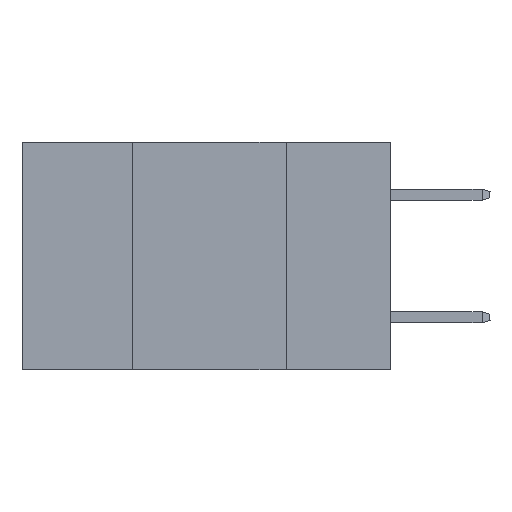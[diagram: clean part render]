
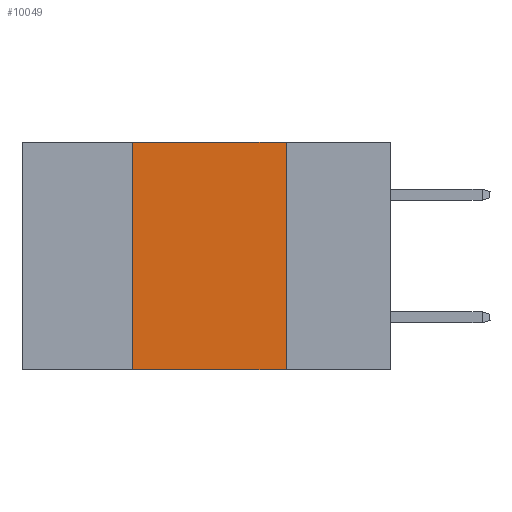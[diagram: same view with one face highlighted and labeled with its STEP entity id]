
A CAD part, left-side view. The second image highlights one B-rep face of the part: STEP entity #10049.
In plain terms, the highlighted planar face has unit normal (-1, 0, 0).
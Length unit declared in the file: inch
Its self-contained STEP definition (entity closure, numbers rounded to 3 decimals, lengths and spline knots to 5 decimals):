
#386 = VECTOR ( 'NONE', #575, 39.37008 ) ;
#575 = DIRECTION ( 'NONE',  ( 0., -1., 0. ) ) ;
#817 = DIRECTION ( 'NONE',  ( 0., 0., 1. ) ) ;
#2143 = CARTESIAN_POINT ( 'NONE',  ( 0., 0.17, -0.37 ) ) ;
#2616 = EDGE_CURVE ( 'NONE', #8793, #13879, #3977, .T. ) ;
#3441 = VECTOR ( 'NONE', #817, 39.37008 ) ;
#3498 = VECTOR ( 'NONE', #14997, 39.37008 ) ;
#3590 = CARTESIAN_POINT ( 'NONE',  ( 0., 0.17, 0. ) ) ;
#3977 = LINE ( 'NONE', #15133, #3498 ) ;
#4809 = VECTOR ( 'NONE', #19241, 39.37008 ) ;
#5202 = CARTESIAN_POINT ( 'NONE',  ( 0., 0.42, 0. ) ) ;
#6620 = AXIS2_PLACEMENT_3D ( 'NONE', #15808, #17196, #11338 ) ;
#7554 = VERTEX_POINT ( 'NONE', #11993 ) ;
#7966 = FACE_OUTER_BOUND ( 'NONE', #12610, .T. ) ;
#8793 = VERTEX_POINT ( 'NONE', #17815 ) ;
#10049 = ADVANCED_FACE ( 'NONE', ( #7966 ), #18413, .F. ) ;
#10096 = CARTESIAN_POINT ( 'NONE',  ( 0., 0.42, 0. ) ) ;
#11043 = LINE ( 'NONE', #13221, #386 ) ;
#11061 = ORIENTED_EDGE ( 'NONE', *, *, #2616, .T. ) ;
#11338 = DIRECTION ( 'NONE',  ( 0., 0., -1. ) ) ;
#11993 = CARTESIAN_POINT ( 'NONE',  ( 0., 0.17, 0. ) ) ;
#12561 = EDGE_CURVE ( 'NONE', #15835, #7554, #11043, .T. ) ;
#12610 = EDGE_LOOP ( 'NONE', ( #15360, #14293, #17965, #11061 ) ) ;
#13221 = CARTESIAN_POINT ( 'NONE',  ( 0., 0.6, 0. ) ) ;
#13879 = VERTEX_POINT ( 'NONE', #2143 ) ;
#14293 = ORIENTED_EDGE ( 'NONE', *, *, #12561, .F. ) ;
#14997 = DIRECTION ( 'NONE',  ( 0., -1., 0. ) ) ;
#15133 = CARTESIAN_POINT ( 'NONE',  ( 0., 0.6, -0.37 ) ) ;
#15360 = ORIENTED_EDGE ( 'NONE', *, *, #19316, .F. ) ;
#15808 = CARTESIAN_POINT ( 'NONE',  ( 0., 0.6, 0. ) ) ;
#15835 = VERTEX_POINT ( 'NONE', #5202 ) ;
#15941 = LINE ( 'NONE', #3590, #4809 ) ;
#16879 = EDGE_CURVE ( 'NONE', #8793, #15835, #17713, .T. ) ;
#17196 = DIRECTION ( 'NONE',  ( 1., 0., 0. ) ) ;
#17713 = LINE ( 'NONE', #10096, #3441 ) ;
#17815 = CARTESIAN_POINT ( 'NONE',  ( 0., 0.42, -0.37 ) ) ;
#17965 = ORIENTED_EDGE ( 'NONE', *, *, #16879, .F. ) ;
#18413 = PLANE ( 'NONE',  #6620 ) ;
#19241 = DIRECTION ( 'NONE',  ( 0., 0., -1. ) ) ;
#19316 = EDGE_CURVE ( 'NONE', #7554, #13879, #15941, .T. ) ;
